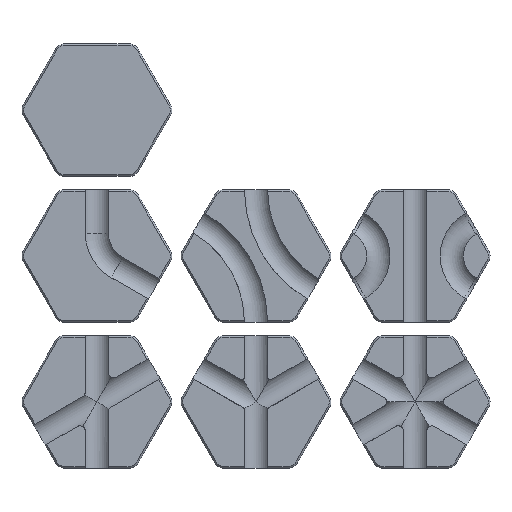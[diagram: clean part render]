
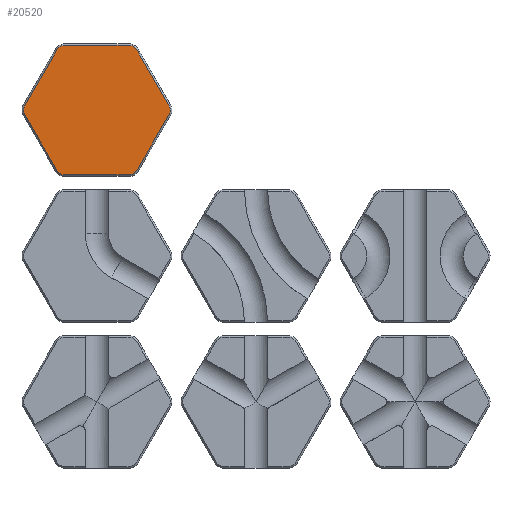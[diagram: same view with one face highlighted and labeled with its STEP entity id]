
A CAD part, top view. The second image highlights one B-rep face of the part: STEP entity #20520.
In plain terms, the highlighted planar face has unit normal (0, 0, 1).
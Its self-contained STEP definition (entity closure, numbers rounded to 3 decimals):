
#640=CIRCLE('',#21711,3.4);
#642=CIRCLE('',#21715,3.4);
#644=CIRCLE('',#21719,3.4);
#646=CIRCLE('',#21723,3.4);
#648=CIRCLE('',#21727,3.4);
#650=CIRCLE('',#21731,3.4);
#980=FACE_OUTER_BOUND('',#2161,.T.);
#2161=EDGE_LOOP('',(#13788,#13789,#13790,#13791,#13792,#13793,#13794,#13795,
#13796,#13797,#13798,#13799));
#3475=LINE('',#29874,#5999);
#3479=LINE('',#29886,#6003);
#3483=LINE('',#29898,#6007);
#3487=LINE('',#29910,#6011);
#3491=LINE('',#29922,#6015);
#3495=LINE('',#29933,#6019);
#5999=VECTOR('',#23775,10.);
#6003=VECTOR('',#23787,10.);
#6007=VECTOR('',#23799,10.);
#6011=VECTOR('',#23811,10.);
#6015=VECTOR('',#23823,10.);
#6019=VECTOR('',#23835,10.);
#8453=VERTEX_POINT('',#29864);
#8456=VERTEX_POINT('',#29869);
#8457=VERTEX_POINT('',#29873);
#8459=VERTEX_POINT('',#29879);
#8461=VERTEX_POINT('',#29885);
#8463=VERTEX_POINT('',#29891);
#8465=VERTEX_POINT('',#29897);
#8467=VERTEX_POINT('',#29903);
#8469=VERTEX_POINT('',#29909);
#8471=VERTEX_POINT('',#29915);
#8473=VERTEX_POINT('',#29921);
#8475=VERTEX_POINT('',#29927);
#10463=EDGE_CURVE('',#8456,#8453,#640,.T.);
#10464=EDGE_CURVE('',#8453,#8457,#3475,.T.);
#10469=EDGE_CURVE('',#8457,#8459,#642,.T.);
#10470=EDGE_CURVE('',#8459,#8461,#3479,.T.);
#10475=EDGE_CURVE('',#8461,#8463,#644,.T.);
#10476=EDGE_CURVE('',#8463,#8465,#3483,.T.);
#10481=EDGE_CURVE('',#8465,#8467,#646,.T.);
#10482=EDGE_CURVE('',#8467,#8469,#3487,.T.);
#10487=EDGE_CURVE('',#8469,#8471,#648,.T.);
#10488=EDGE_CURVE('',#8471,#8473,#3491,.T.);
#10493=EDGE_CURVE('',#8473,#8475,#650,.T.);
#10494=EDGE_CURVE('',#8475,#8456,#3495,.T.);
#13788=ORIENTED_EDGE('',*,*,#10463,.F.);
#13789=ORIENTED_EDGE('',*,*,#10494,.F.);
#13790=ORIENTED_EDGE('',*,*,#10493,.F.);
#13791=ORIENTED_EDGE('',*,*,#10488,.F.);
#13792=ORIENTED_EDGE('',*,*,#10487,.F.);
#13793=ORIENTED_EDGE('',*,*,#10482,.F.);
#13794=ORIENTED_EDGE('',*,*,#10481,.F.);
#13795=ORIENTED_EDGE('',*,*,#10476,.F.);
#13796=ORIENTED_EDGE('',*,*,#10475,.F.);
#13797=ORIENTED_EDGE('',*,*,#10470,.F.);
#13798=ORIENTED_EDGE('',*,*,#10469,.F.);
#13799=ORIENTED_EDGE('',*,*,#10464,.F.);
#19614=PLANE('',#21748);
#20520=ADVANCED_FACE('',(#980),#19614,.T.);
#21711=AXIS2_PLACEMENT_3D('',#29871,#23771,#23772);
#21715=AXIS2_PLACEMENT_3D('',#29883,#23783,#23784);
#21719=AXIS2_PLACEMENT_3D('',#29895,#23795,#23796);
#21723=AXIS2_PLACEMENT_3D('',#29907,#23807,#23808);
#21727=AXIS2_PLACEMENT_3D('',#29919,#23819,#23820);
#21731=AXIS2_PLACEMENT_3D('',#29931,#23831,#23832);
#21748=AXIS2_PLACEMENT_3D('',#29973,#23877,#23878);
#23771=DIRECTION('center_axis',(0.,0.,-1.));
#23772=DIRECTION('ref_axis',(-0.5,-0.866,0.));
#23775=DIRECTION('',(-0.5,0.866,0.));
#23783=DIRECTION('center_axis',(0.,0.,-1.));
#23784=DIRECTION('ref_axis',(-1.,0.,0.));
#23787=DIRECTION('',(0.5,0.866,0.));
#23795=DIRECTION('center_axis',(0.,0.,-1.));
#23796=DIRECTION('ref_axis',(-0.5,0.866,0.));
#23799=DIRECTION('',(1.,0.,0.));
#23807=DIRECTION('center_axis',(0.,0.,-1.));
#23808=DIRECTION('ref_axis',(0.5,0.866,0.));
#23811=DIRECTION('',(0.5,-0.866,0.));
#23819=DIRECTION('center_axis',(0.,0.,-1.));
#23820=DIRECTION('ref_axis',(1.,0.,0.));
#23823=DIRECTION('',(-0.5,-0.866,0.));
#23831=DIRECTION('center_axis',(0.,0.,-1.));
#23832=DIRECTION('ref_axis',(0.5,-0.866,0.));
#23835=DIRECTION('',(-1.,0.,0.));
#23877=DIRECTION('center_axis',(0.,0.,1.));
#23878=DIRECTION('ref_axis',(1.,0.,0.));
#29864=CARTESIAN_POINT('',(-15.069,32.3,10.));
#29869=CARTESIAN_POINT('',(-12.124,30.6,10.));
#29871=CARTESIAN_POINT('Origin',(-12.124,34.,10.));
#29873=CARTESIAN_POINT('',(-27.193,53.3,10.));
#29874=CARTESIAN_POINT('',(-24.739,49.05,10.));
#29879=CARTESIAN_POINT('',(-27.193,56.7,10.));
#29883=CARTESIAN_POINT('Origin',(-24.249,55.,10.));
#29885=CARTESIAN_POINT('',(-15.069,77.7,10.));
#29886=CARTESIAN_POINT('',(-17.523,73.45,10.));
#29891=CARTESIAN_POINT('',(-12.124,79.4,10.));
#29895=CARTESIAN_POINT('Origin',(-12.124,76.,10.));
#29897=CARTESIAN_POINT('',(12.124,79.4,10.));
#29898=CARTESIAN_POINT('',(7.217,79.4,10.));
#29903=CARTESIAN_POINT('',(15.069,77.7,10.));
#29907=CARTESIAN_POINT('Origin',(12.124,76.,10.));
#29909=CARTESIAN_POINT('',(27.193,56.7,10.));
#29910=CARTESIAN_POINT('',(24.739,60.95,10.));
#29915=CARTESIAN_POINT('',(27.193,53.3,10.));
#29919=CARTESIAN_POINT('Origin',(24.249,55.,10.));
#29921=CARTESIAN_POINT('',(15.069,32.3,10.));
#29922=CARTESIAN_POINT('',(17.523,36.55,10.));
#29927=CARTESIAN_POINT('',(12.124,30.6,10.));
#29931=CARTESIAN_POINT('Origin',(12.124,34.,10.));
#29933=CARTESIAN_POINT('',(-7.217,30.6,10.));
#29973=CARTESIAN_POINT('Origin',(0.,55.,10.));
